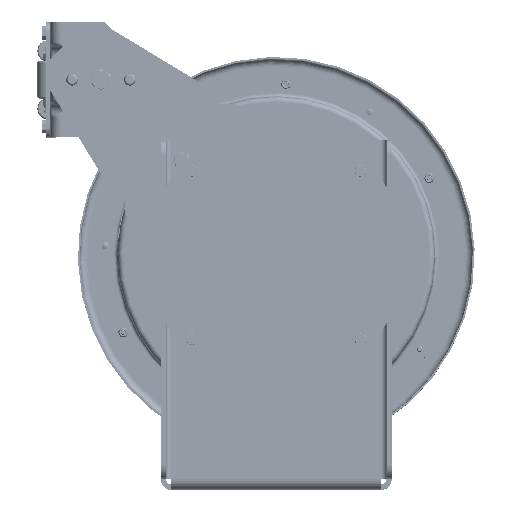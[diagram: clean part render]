
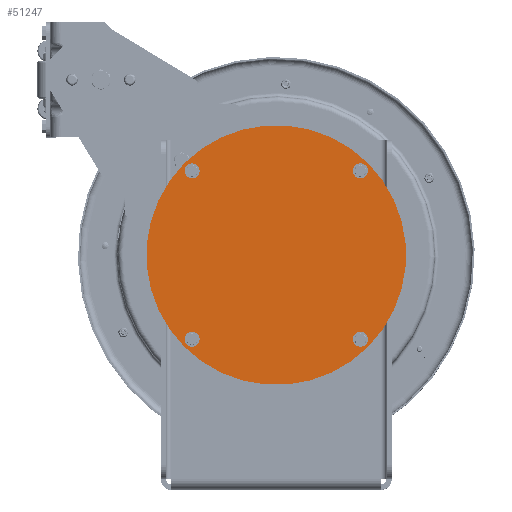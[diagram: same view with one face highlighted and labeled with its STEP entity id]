
A CAD part, top view. The second image highlights one B-rep face of the part: STEP entity #51247.
In plain terms, the highlighted planar face has unit normal (0, 0, 1).
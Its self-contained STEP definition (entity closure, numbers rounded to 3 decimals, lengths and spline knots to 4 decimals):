
#3277=FACE_BOUND('',#11227,.T.);
#3278=FACE_BOUND('',#11228,.T.);
#3279=FACE_BOUND('',#11229,.T.);
#3280=FACE_BOUND('',#11230,.T.);
#4568=PLANE('',#56509);
#7148=FACE_OUTER_BOUND('',#11226,.T.);
#11226=EDGE_LOOP('',(#40567));
#11227=EDGE_LOOP('',(#40568));
#11228=EDGE_LOOP('',(#40569));
#11229=EDGE_LOOP('',(#40570));
#11230=EDGE_LOOP('',(#40571));
#19309=CIRCLE('',#56496,0.1405);
#19311=CIRCLE('',#56499,0.1405);
#19313=CIRCLE('',#56502,0.1405);
#19315=CIRCLE('',#56505,0.1405);
#19316=CIRCLE('',#56507,4.5);
#23377=VERTEX_POINT('',#93560);
#23379=VERTEX_POINT('',#93565);
#23381=VERTEX_POINT('',#93570);
#23383=VERTEX_POINT('',#93575);
#23384=VERTEX_POINT('',#93578);
#29379=EDGE_CURVE('',#23377,#23377,#19309,.T.);
#29381=EDGE_CURVE('',#23379,#23379,#19311,.T.);
#29383=EDGE_CURVE('',#23381,#23381,#19313,.T.);
#29385=EDGE_CURVE('',#23383,#23383,#19315,.T.);
#29386=EDGE_CURVE('',#23384,#23384,#19316,.T.);
#40567=ORIENTED_EDGE('',*,*,#29386,.F.);
#40568=ORIENTED_EDGE('',*,*,#29379,.T.);
#40569=ORIENTED_EDGE('',*,*,#29381,.T.);
#40570=ORIENTED_EDGE('',*,*,#29383,.T.);
#40571=ORIENTED_EDGE('',*,*,#29385,.T.);
#51247=ADVANCED_FACE('',(#7148,#3277,#3278,#3279,#3280),#4568,.F.);
#56496=AXIS2_PLACEMENT_3D('',#93561,#68364,#68365);
#56499=AXIS2_PLACEMENT_3D('',#93566,#68370,#68371);
#56502=AXIS2_PLACEMENT_3D('',#93571,#68376,#68377);
#56505=AXIS2_PLACEMENT_3D('',#93576,#68382,#68383);
#56507=AXIS2_PLACEMENT_3D('',#93579,#68386,#68387);
#56509=AXIS2_PLACEMENT_3D('',#93582,#68390,#68391);
#68364=DIRECTION('center_axis',(0.,0.,
-1.));
#68365=DIRECTION('ref_axis',(-0.707,-0.707,0.));
#68370=DIRECTION('center_axis',(0.,0.,
-1.));
#68371=DIRECTION('ref_axis',(-0.707,0.707,0.));
#68376=DIRECTION('center_axis',(0.,0.,
-1.));
#68377=DIRECTION('ref_axis',(0.707,0.707,0.));
#68382=DIRECTION('center_axis',(0.,0.,
-1.));
#68383=DIRECTION('ref_axis',(0.707,-0.707,0.));
#68386=DIRECTION('center_axis',(0.,0.,
-1.));
#68387=DIRECTION('ref_axis',(-0.707,0.707,0.));
#68390=DIRECTION('center_axis',(0.,0.,
-1.));
#68391=DIRECTION('ref_axis',(-0.707,0.707,0.));
#93560=CARTESIAN_POINT('',(2.021,-9.8161,-5.8212));
#93561=CARTESIAN_POINT('Origin',(2.1203,-9.7168,-5.8212));
#93565=CARTESIAN_POINT('',(-3.8127,-9.6174,-5.8212));
#93566=CARTESIAN_POINT('Origin',(-3.7133,-9.7168,-5.8212));
#93570=CARTESIAN_POINT('',(-3.614,-3.7838,-5.8212));
#93571=CARTESIAN_POINT('Origin',(-3.7133,-3.8832,-5.8212));
#93575=CARTESIAN_POINT('',(2.2197,-3.9825,-5.8212));
#93576=CARTESIAN_POINT('Origin',(2.1203,-3.8832,-5.8212));
#93578=CARTESIAN_POINT('',(2.3855,-9.9819,-5.8212));
#93579=CARTESIAN_POINT('Origin',(-0.7965,-6.8,-5.8212));
#93582=CARTESIAN_POINT('Origin',(-0.7965,-6.8,-5.8212));
